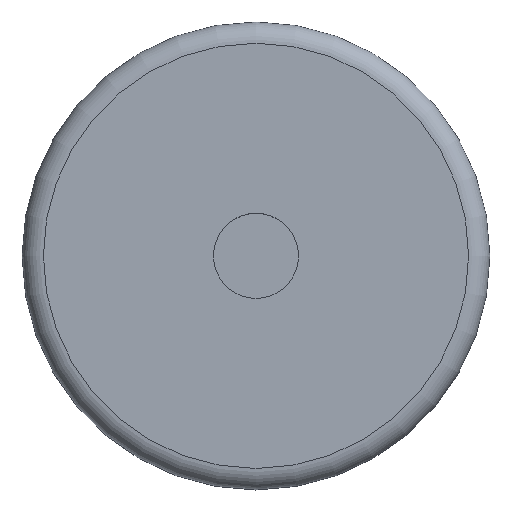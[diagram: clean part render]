
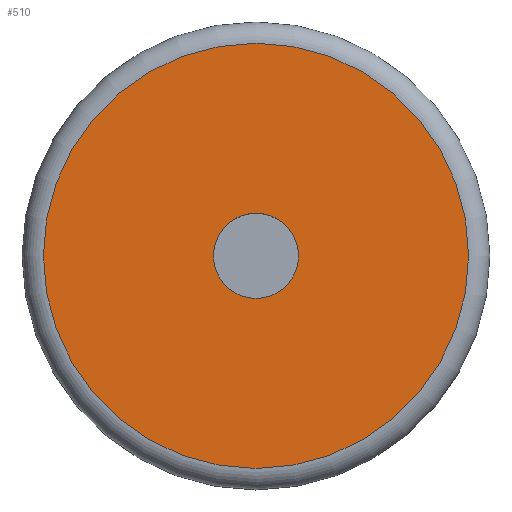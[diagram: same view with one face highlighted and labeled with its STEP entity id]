
A CAD part, top view. The second image highlights one B-rep face of the part: STEP entity #510.
In plain terms, the highlighted planar face has unit normal (0, 0, 1).
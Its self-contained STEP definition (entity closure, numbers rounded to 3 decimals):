
#43=FACE_BOUND('',#126,.T.);
#56=PLANE('',#601);
#90=FACE_OUTER_BOUND('',#125,.T.);
#125=EDGE_LOOP('',(#404));
#126=EDGE_LOOP('',(#405));
#241=CIRCLE('',#572,2.);
#253=CIRCLE('',#596,10.);
#259=VERTEX_POINT('',#800);
#271=VERTEX_POINT('',#843);
#300=EDGE_CURVE('',#259,#259,#241,.T.);
#319=EDGE_CURVE('',#271,#271,#253,.T.);
#404=ORIENTED_EDGE('',*,*,#319,.F.);
#405=ORIENTED_EDGE('',*,*,#300,.T.);
#510=ADVANCED_FACE('',(#90,#43),#56,.T.);
#572=AXIS2_PLACEMENT_3D('',#801,#636,#637);
#596=AXIS2_PLACEMENT_3D('',#844,#691,#692);
#601=AXIS2_PLACEMENT_3D('',#852,#702,#703);
#636=DIRECTION('center_axis',(0.,0.,-1.));
#637=DIRECTION('ref_axis',(-1.,0.,0.));
#691=DIRECTION('center_axis',(0.,0.,-1.));
#692=DIRECTION('ref_axis',(1.,0.,0.));
#702=DIRECTION('center_axis',(0.,0.,1.));
#703=DIRECTION('ref_axis',(1.,0.,0.));
#800=CARTESIAN_POINT('',(2.,0.,8.2));
#801=CARTESIAN_POINT('Origin',(0.,0.,8.2));
#843=CARTESIAN_POINT('',(-10.,0.,8.2));
#844=CARTESIAN_POINT('Origin',(0.,0.,8.2));
#852=CARTESIAN_POINT('Origin',(0.,0.,8.2));
